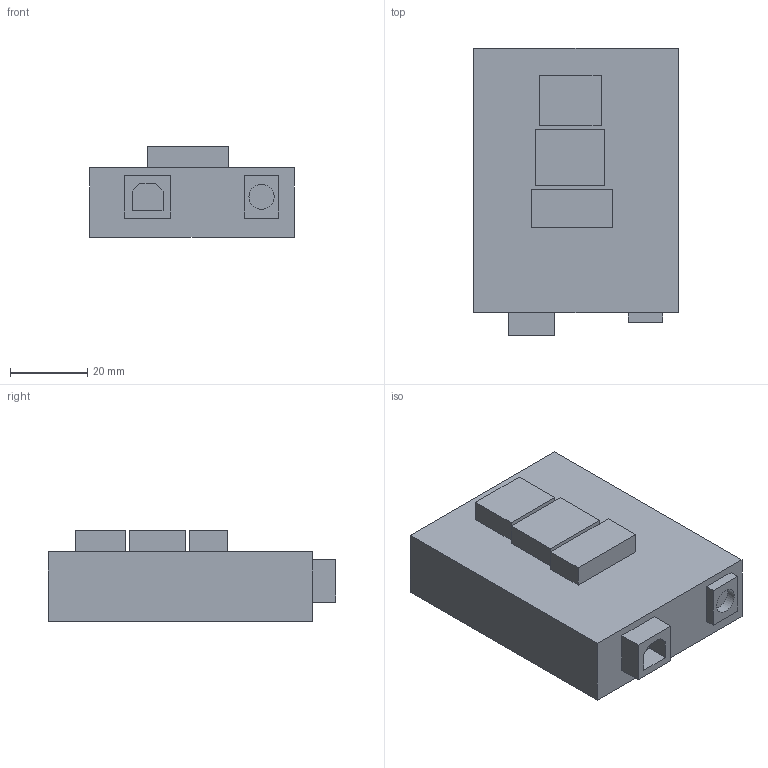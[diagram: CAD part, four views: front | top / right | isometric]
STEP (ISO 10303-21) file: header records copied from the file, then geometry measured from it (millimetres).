
FILE_DESCRIPTION((''),'2;1');
FILE_NAME('Arduino Uno.stp','2018-11-21T18:26:49',('Stefan'),(''),'Autodesk Inventor 2012','Autodesk Inventor 2012','');
FILE_SCHEMA(('AUTOMOTIVE_DESIGN { 1 0 10303 214 1 1 1 1 }'));
Length unit declared in the file: millimetre
Products named in the file (1): Arduino Uno
Bounding box: 53 x 74.5 x 23.5 mm (x, y, z)
Volume: 69728 mm3; surface area: 13245.5 mm2
Topology: 1 solids, 1 shells, 40 faces, 93 edges, 62 vertices
Faces by surface type: plane 39, cylinder 1
Full cylindrical faces by diameter (mm): 6.5 x1
Entity records: 1191 total; most frequent: CARTESIAN_POINT 195, ORIENTED_EDGE 184, DIRECTION 176, EDGE_CURVE 92, VECTOR 90, LINE 90, VERTEX_POINT 62, EDGE_LOOP 48
